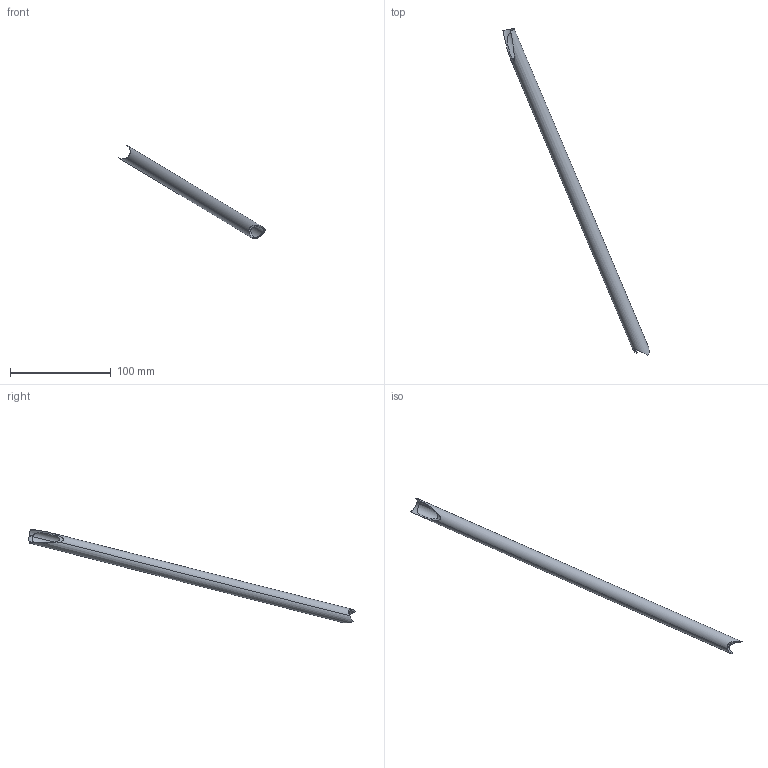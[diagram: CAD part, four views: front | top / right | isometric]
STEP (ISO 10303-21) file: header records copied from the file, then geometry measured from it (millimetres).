
FILE_DESCRIPTION(('CATIA V5 STEP Exchange'),'2;1');
FILE_NAME('4.stp','2021-12-11T10:59:25+00:00',('none'),('none'),'CATIA Version 5 Release 19 SP 2 (IN-10)','CATIA V5 STEP AP203','none');
FILE_SCHEMA(('CONFIG_CONTROL_DESIGN'));
Length unit declared in the file: millimetre
Products named in the file (1): Shape_519
Bounding box: 144.95 x 322.97 x 93.05 mm (x, y, z)
Volume: 21535.6 mm3; surface area: 29064.6 mm2
Topology: 1 solids, 1 shells, 9 faces, 29 edges, 20 vertices
Faces by surface type: cylinder 9
Entity records: 593 total; most frequent: CARTESIAN_POINT 339, ORIENTED_EDGE 58, EDGE_CURVE 29, B_SPLINE_CURVE_WITH_KNOTS 22, DIRECTION 21, VERTEX_POINT 20, ADVANCED_FACE 9, EDGE_LOOP 9
